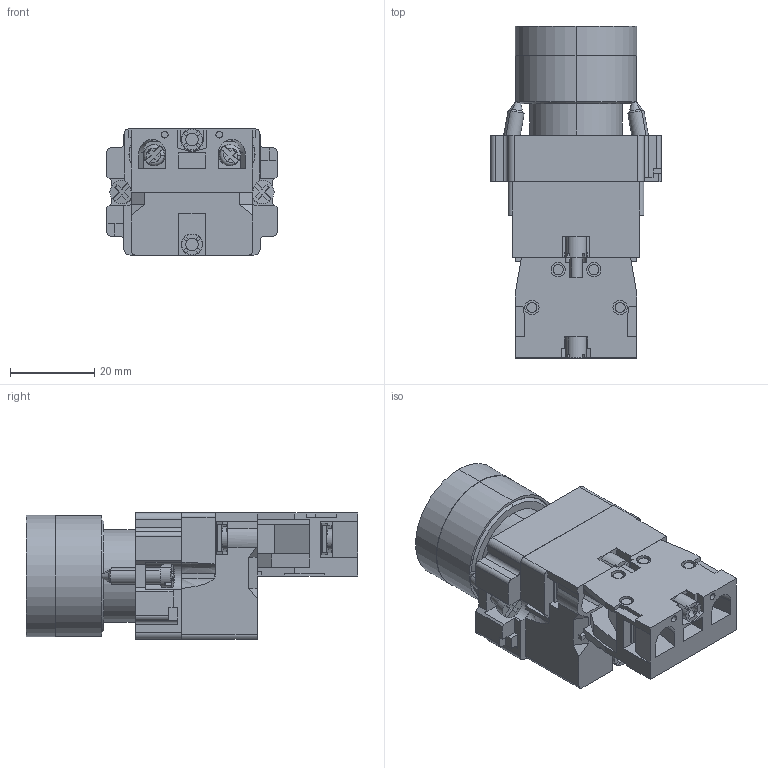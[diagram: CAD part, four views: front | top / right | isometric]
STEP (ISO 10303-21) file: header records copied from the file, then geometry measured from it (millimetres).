
FILE_DESCRIPTION (( 'STEP AP214' ), '1' );
FILE_NAME ('BBT50-BW-K06 Êíîïêà óïðàâëåíèÿ LAY5-BW3361 ñ ïîäñâåòêîé çåëåíûé 1ç ÈÝÊ.STEP', '2017-11-01T11:59:32', ( '' ), ( '' ), 'SwSTEP 2.0', 'SolidWorks 2014', '' );
FILE_SCHEMA (( 'AUTOMOTIVE_DESIGN' ));
Length unit declared in the file: millimetre
Products named in the file (1): BBT50-BW-K06 Êíîïêà óïðàâëåíèÿ LAY5-BW3361 ñ ïîäñâåòêîé çåëåíûé 1ç ÈÝÊ
Bounding box: 40.5 x 79 x 30 mm (x, y, z)
Volume: 45225.4 mm3; surface area: 19251.6 mm2
Topology: 4 solids, 4 shells, 575 faces, 1575 edges, 1043 vertices
Faces by surface type: plane 432, cylinder 109, cone 12, torus 12, bspline 10
Entity records: 18537 total; most frequent: CARTESIAN_POINT 3648, ORIENTED_EDGE 3150, DIRECTION 3002, EDGE_CURVE 1575, VECTOR 1176, LINE 1176, VERTEX_POINT 1043, AXIS2_PLACEMENT_3D 913
